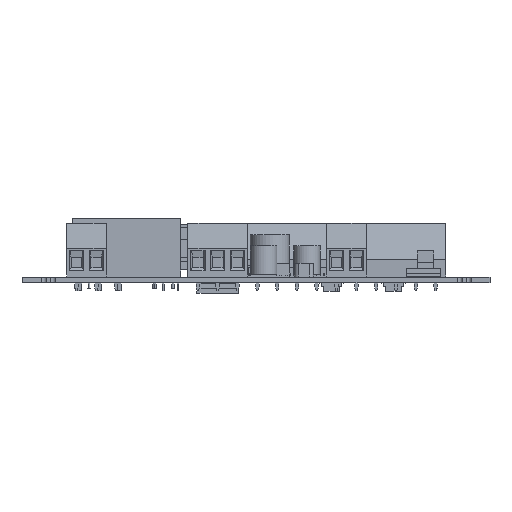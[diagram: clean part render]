
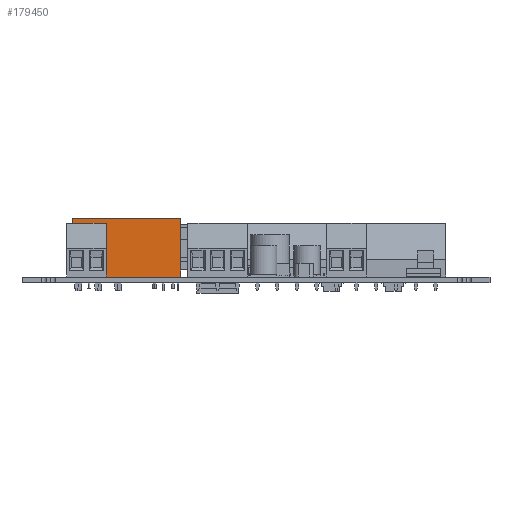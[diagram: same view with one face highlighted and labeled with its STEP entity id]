
A CAD part, front view. The second image highlights one B-rep face of the part: STEP entity #179450.
In plain terms, the highlighted face is planar.
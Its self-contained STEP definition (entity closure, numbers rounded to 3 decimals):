
#178460=CARTESIAN_POINT('',(-61.29,45.55,
16.174));
#178470=VERTEX_POINT('',#178460);
#178520=CARTESIAN_POINT('',(-61.29,45.55,
-11.616));
#178530=DIRECTION('',(0.,0.,1.));
#178540=VECTOR('',#178530,1.);
#178550=LINE('',#178520,#178540);
#178560=CARTESIAN_POINT('',(-61.29,45.55,
-11.616));
#178570=VERTEX_POINT('',#178560);
#178580=EDGE_CURVE('',#178570,#178470,#178550,.T.);
#178980=CARTESIAN_POINT('',(-61.29,45.55,
-11.616));
#178990=DIRECTION('',(0.,-1.,0.));
#179000=VECTOR('',#178990,1.);
#179010=LINE('',#178980,#179000);
#179020=CARTESIAN_POINT('',(-61.29,30.55,
-11.616));
#179030=VERTEX_POINT('',#179020);
#179040=EDGE_CURVE('',#178570,#179030,#179010,.T.);
#179220=CARTESIAN_POINT('',(-61.29,45.55,
16.174));
#179230=DIRECTION('',(1.,0.,0.));
#179240=DIRECTION('',(0.,0.,1.));
#179250=AXIS2_PLACEMENT_3D('',#179220,#179230,#179240);
#179260=PLANE('',#179250);
#179270=ORIENTED_EDGE('',*,*,#179040,.T.);
#179280=ORIENTED_EDGE('',*,*,#178580,.F.);
#179290=CARTESIAN_POINT('',(-61.29,45.55,
16.174));
#179300=DIRECTION('',(0.,-1.,0.));
#179310=VECTOR('',#179300,1.);
#179320=LINE('',#179290,#179310);
#179330=CARTESIAN_POINT('',(-61.29,30.55,
16.174));
#179340=VERTEX_POINT('',#179330);
#179350=EDGE_CURVE('',#178470,#179340,#179320,.T.);
#179360=ORIENTED_EDGE('',*,*,#179350,.F.);
#179370=CARTESIAN_POINT('',(-61.29,30.55,0.));
#179380=DIRECTION('',(0.,0.,-1.));
#179390=VECTOR('',#179380,1.);
#179400=LINE('',#179370,#179390);
#179410=EDGE_CURVE('',#179340,#179030,#179400,.T.);
#179420=ORIENTED_EDGE('',*,*,#179410,.F.);
#179430=EDGE_LOOP('',(#179420,#179360,#179280,#179270));
#179440=FACE_OUTER_BOUND('',#179430,.T.);
#179450=ADVANCED_FACE('',(#179440),#179260,.F.);
